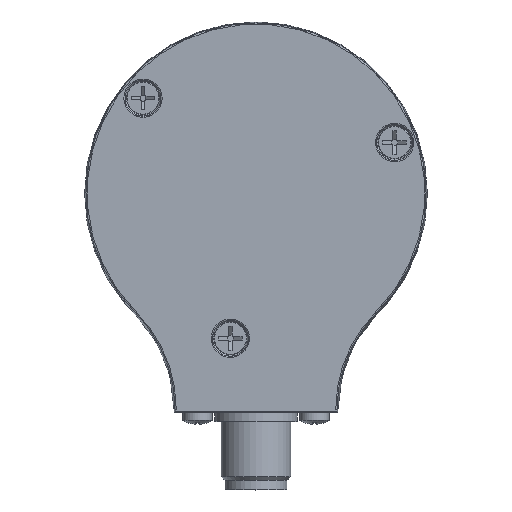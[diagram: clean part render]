
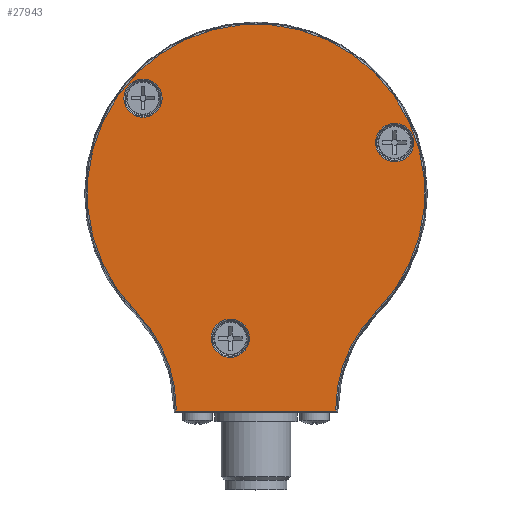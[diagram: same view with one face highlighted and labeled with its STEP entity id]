
A CAD part, top view. The second image highlights one B-rep face of the part: STEP entity #27943.
In plain terms, the highlighted planar face has unit normal (0, 0, 1).
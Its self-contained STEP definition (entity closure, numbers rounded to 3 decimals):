
#6260=CARTESIAN_POINT('',(0.,0.,52.));
#6261=DIRECTION('',(0.,0.,-1.));
#6262=DIRECTION('',(-0.71,-0.704,0.));
#6263=AXIS2_PLACEMENT_3D('',#6260,#6261,#6262);
#6265=CARTESIAN_POINT('',(37.,-36.68,52.));
#6266=DIRECTION('',(0.,0.,1.));
#6267=DIRECTION('',(-0.71,0.704,0.));
#6268=AXIS2_PLACEMENT_3D('',#6265,#6266,#6267);
#6270=CARTESIAN_POINT('',(-37.,-36.68,52.));
#6271=DIRECTION('',(0.,0.,1.));
#6272=DIRECTION('',(1.,0.,0.));
#6273=AXIS2_PLACEMENT_3D('',#6270,#6271,#6272);
#6275=CARTESIAN_POINT('',(-19.151,16.07,52.));
#6276=DIRECTION('',(0.,0.,1.));
#6277=DIRECTION('',(0.5,-0.866,0.));
#6278=AXIS2_PLACEMENT_3D('',#6275,#6276,#6277);
#6280=CARTESIAN_POINT('',(-19.151,16.07,52.));
#6281=DIRECTION('',(0.,0.,1.));
#6282=DIRECTION('',(-0.5,0.866,0.));
#6283=AXIS2_PLACEMENT_3D('',#6280,#6281,#6282);
#6285=CARTESIAN_POINT('',(-4.341,-24.62,52.));
#6286=DIRECTION('',(0.,0.,1.));
#6287=DIRECTION('',(-0.5,-0.866,0.));
#6288=AXIS2_PLACEMENT_3D('',#6285,#6286,#6287);
#6290=CARTESIAN_POINT('',(-4.341,-24.62,52.));
#6291=DIRECTION('',(0.,0.,1.));
#6292=DIRECTION('',(0.5,0.866,0.));
#6293=AXIS2_PLACEMENT_3D('',#6290,#6291,#6292);
#6295=CARTESIAN_POINT('',(23.492,8.551,52.));
#6296=DIRECTION('',(0.,0.,1.));
#6297=DIRECTION('',(-1.,0.,0.));
#6298=AXIS2_PLACEMENT_3D('',#6295,#6296,#6297);
#6300=CARTESIAN_POINT('',(23.492,8.551,52.));
#6301=DIRECTION('',(0.,0.,1.));
#6302=DIRECTION('',(1.,0.,0.));
#6303=AXIS2_PLACEMENT_3D('',#6300,#6301,#6302);
#6305=DIRECTION('',(0.,1.,0.));
#6306=VECTOR('',#6305,0.32);
#6307=CARTESIAN_POINT('',(13.514,-37.,52.));
#6308=LINE('',#6307,#6306);
#6328=DIRECTION('',(1.,0.,0.));
#6329=VECTOR('',#6328,27.028);
#6330=CARTESIAN_POINT('',(-13.514,-37.,52.));
#6331=LINE('',#6330,#6329);
#6387=DIRECTION('',(0.,-1.,0.));
#6388=VECTOR('',#6387,0.32);
#6389=CARTESIAN_POINT('',(-13.514,-36.68,52.));
#6390=LINE('',#6389,#6388);
#19649=CARTESIAN_POINT('',(-20.321,-20.145,52.));
#19650=CARTESIAN_POINT('',(20.321,-20.145,52.));
#19651=VERTEX_POINT('',#19649);
#19652=VERTEX_POINT('',#19650);
#19653=CARTESIAN_POINT('',(-13.514,-36.68,52.));
#19654=VERTEX_POINT('',#19653);
#19655=CARTESIAN_POINT('',(-13.514,-37.,52.));
#19656=VERTEX_POINT('',#19655);
#19657=CARTESIAN_POINT('',(13.514,-37.,52.));
#19658=VERTEX_POINT('',#19657);
#19659=CARTESIAN_POINT('',(13.514,-36.68,52.));
#19660=VERTEX_POINT('',#19659);
#19661=CARTESIAN_POINT('',(-17.53,13.261,52.));
#19662=CARTESIAN_POINT('',(-20.773,18.878,52.));
#19663=VERTEX_POINT('',#19661);
#19664=VERTEX_POINT('',#19662);
#19665=CARTESIAN_POINT('',(-5.963,-27.429,52.));
#19666=CARTESIAN_POINT('',(-2.72,-21.812,52.));
#19667=VERTEX_POINT('',#19665);
#19668=VERTEX_POINT('',#19666);
#19669=CARTESIAN_POINT('',(20.249,8.551,52.));
#19670=CARTESIAN_POINT('',(26.735,8.551,52.));
#19671=VERTEX_POINT('',#19669);
#19672=VERTEX_POINT('',#19670);
#27909=CARTESIAN_POINT('',(0.,-4.181,52.));
#27910=DIRECTION('',(0.,0.,1.));
#27911=DIRECTION('',(1.,0.,0.));
#27912=AXIS2_PLACEMENT_3D('',#27909,#27910,#27911);
#27913=PLANE('',#27912);
#27914=ORIENTED_EDGE('',*,*,#27641,.T.);
#27915=ORIENTED_EDGE('',*,*,#27659,.T.);
#27917=ORIENTED_EDGE('',*,*,#27916,.F.);
#27919=ORIENTED_EDGE('',*,*,#27918,.F.);
#27921=ORIENTED_EDGE('',*,*,#27920,.F.);
#27922=ORIENTED_EDGE('',*,*,#27902,.T.);
#27923=EDGE_LOOP('',(#27914,#27915,#27917,#27919,#27921,#27922));
#27924=FACE_OUTER_BOUND('',#27923,.F.);
#27926=ORIENTED_EDGE('',*,*,#27925,.T.);
#27928=ORIENTED_EDGE('',*,*,#27927,.T.);
#27929=EDGE_LOOP('',(#27926,#27928));
#27930=FACE_BOUND('',#27929,.F.);
#27932=ORIENTED_EDGE('',*,*,#27931,.T.);
#27934=ORIENTED_EDGE('',*,*,#27933,.T.);
#27935=EDGE_LOOP('',(#27932,#27934));
#27936=FACE_BOUND('',#27935,.F.);
#27938=ORIENTED_EDGE('',*,*,#27937,.T.);
#27940=ORIENTED_EDGE('',*,*,#27939,.T.);
#27941=EDGE_LOOP('',(#27938,#27940));
#27942=FACE_BOUND('',#27941,.F.);
#6264=CIRCLE('',#6263,28.614);
#6269=CIRCLE('',#6268,23.486);
#6274=CIRCLE('',#6273,23.486);
#6279=CIRCLE('',#6278,3.243);
#6284=CIRCLE('',#6283,3.243);
#6289=CIRCLE('',#6288,3.243);
#6294=CIRCLE('',#6293,3.243);
#6299=CIRCLE('',#6298,3.243);
#6304=CIRCLE('',#6303,3.243);
#27641=EDGE_CURVE('',#19651,#19652,#6264,.T.);
#27659=EDGE_CURVE('',#19652,#19660,#6269,.T.);
#27902=EDGE_CURVE('',#19654,#19651,#6274,.T.);
#27916=EDGE_CURVE('',#19658,#19660,#6308,.T.);
#27918=EDGE_CURVE('',#19656,#19658,#6331,.T.);
#27920=EDGE_CURVE('',#19654,#19656,#6390,.T.);
#27925=EDGE_CURVE('',#19663,#19664,#6279,.T.);
#27927=EDGE_CURVE('',#19664,#19663,#6284,.T.);
#27931=EDGE_CURVE('',#19667,#19668,#6289,.T.);
#27933=EDGE_CURVE('',#19668,#19667,#6294,.T.);
#27937=EDGE_CURVE('',#19671,#19672,#6299,.T.);
#27939=EDGE_CURVE('',#19672,#19671,#6304,.T.);
#27943=ADVANCED_FACE('',(#27924,#27930,#27936,#27942),#27913,.T.);
